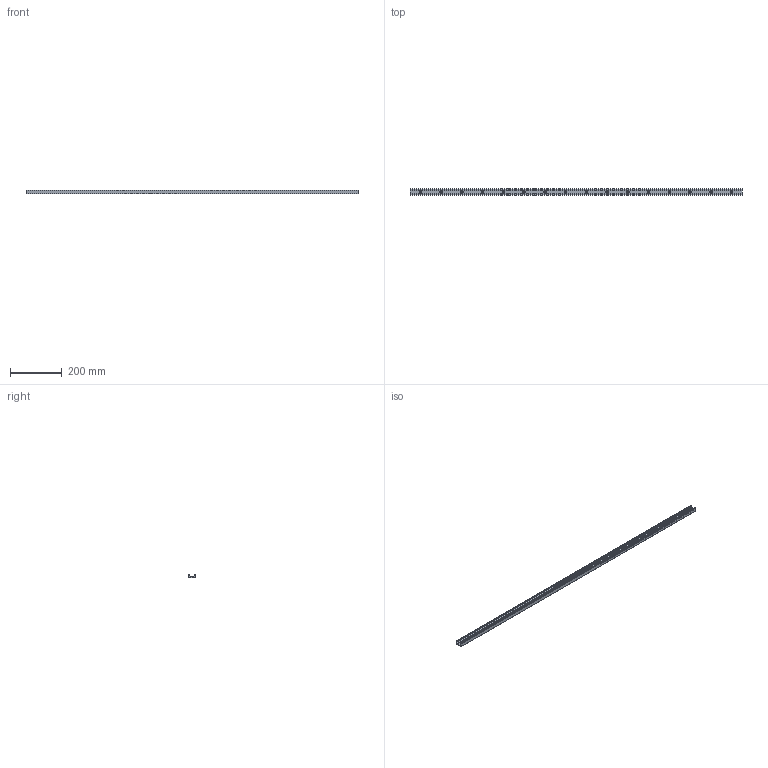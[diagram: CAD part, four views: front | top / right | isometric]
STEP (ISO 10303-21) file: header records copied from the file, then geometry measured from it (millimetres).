
FILE_DESCRIPTION (( 'STEP AP203' ), '1' );
FILE_NAME ('LUV-1-1280.step', '2024-05-13T17:27:51', ( '' ), ( '' ), 'SwSTEP 2.0', 'SolidWorks 2023', '' );
FILE_SCHEMA (( 'CONFIG_CONTROL_DESIGN' ));
Length unit declared in the file: millimetre
Products named in the file (1): LUV-1-1280
Bounding box: 1280 x 26.01 x 15.01 mm (x, y, z)
Volume: 230476.8 mm3; surface area: 135770.6 mm2
Topology: 1 solids, 1 shells, 108 faces, 270 edges, 180 vertices
Faces by surface type: cylinder 79, plane 29
Entity records: 3453 total; most frequent: DIRECTION 646, CARTESIAN_POINT 559, ORIENTED_EDGE 540, EDGE_CURVE 270, AXIS2_PLACEMENT_3D 267, VERTEX_POINT 180, CIRCLE 158, EDGE_LOOP 156
